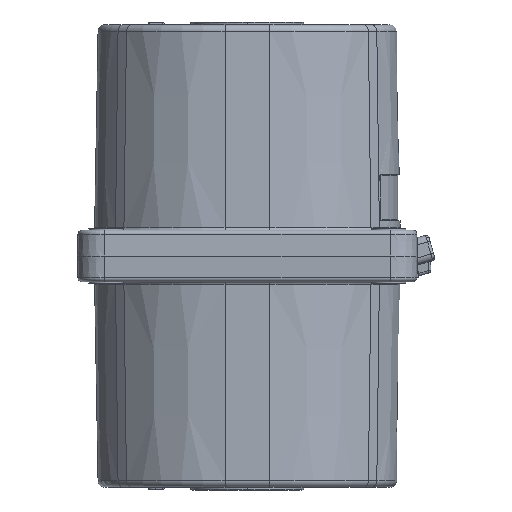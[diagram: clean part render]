
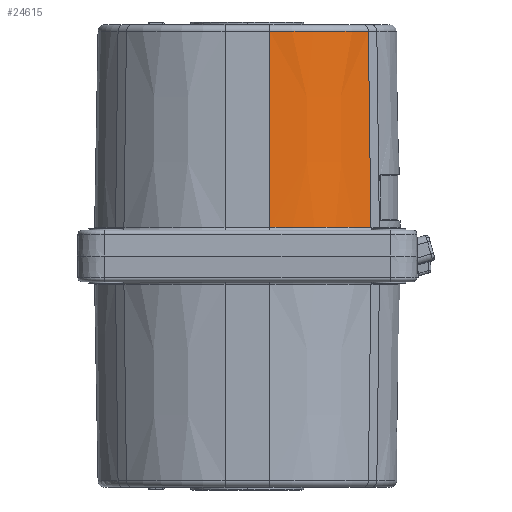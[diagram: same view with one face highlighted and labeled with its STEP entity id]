
A CAD part, front view. The second image highlights one B-rep face of the part: STEP entity #24615.
In plain terms, the highlighted conical face has half-angle 1 degrees and reference radius 100 mm.
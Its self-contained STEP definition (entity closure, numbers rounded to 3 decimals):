
#1334 = EDGE_CURVE ( 'NONE', #23962, #23947, #13103, .T. ) ;
#1432 = EDGE_CURVE ( 'NONE', #23946, #23970, #13448, .T. ) ;
#1462 = EDGE_CURVE ( 'NONE', #23970, #23962, #13391, .T. ) ;
#1522 = EDGE_CURVE ( 'NONE', #23946, #23947, #13467, .T. ) ;
#6403 = FACE_OUTER_BOUND ( 'NONE', #8527, .T. ) ;
#6405 = CONICAL_SURFACE ( 'NONE', #15730, 100., 0.017 ) ;
#8527 = EDGE_LOOP ( 'NONE', ( #20113, #20163, #20160, #20142 ) ) ;
#9698 = CARTESIAN_POINT ( 'NONE',  ( 16.464, 20., 20.965 ) ) ;
#9706 = DIRECTION ( 'NONE',  ( 0., 0., 1. ) ) ;
#9710 = DIRECTION ( 'NONE',  ( 1., 0., 0. ) ) ;
#9822 = CARTESIAN_POINT ( 'NONE',  ( 16.464, 20., 165.087 ) ) ;
#9824 = DIRECTION ( 'NONE',  ( 1., 0., 0. ) ) ;
#9834 = DIRECTION ( 'NONE',  ( 0., 0., -1. ) ) ;
#9897 = CARTESIAN_POINT ( 'NONE',  ( 16.464, -80., 19. ) ) ;
#9915 = DIRECTION ( 'NONE',  ( 0., -0.017, -1. ) ) ;
#10008 = CARTESIAN_POINT ( 'NONE',  ( 90.793, -46.896, 19. ) ) ;
#10025 = DIRECTION ( 'NONE',  ( 0.013, -0.012, -1. ) ) ;
#13103 = CIRCLE ( 'NONE', #17777, 99.966 ) ;
#13391 = LINE ( 'NONE', #9897, #13396 ) ;
#13396 = VECTOR ( 'NONE', #9915, 1000. ) ;
#13448 = CIRCLE ( 'NONE', #17851, 97.45 ) ;
#13467 = LINE ( 'NONE', #10008, #13511 ) ;
#13511 = VECTOR ( 'NONE', #10025, 1000. ) ;
#15730 = AXIS2_PLACEMENT_3D ( 'NONE', #16637, #16594, #16603 ) ;
#16594 = DIRECTION ( 'NONE',  ( 0., 0., -1. ) ) ;
#16603 = DIRECTION ( 'NONE',  ( 1., 0., 0. ) ) ;
#16637 = CARTESIAN_POINT ( 'NONE',  ( 16.464, 20., 19. ) ) ;
#16896 = CARTESIAN_POINT ( 'NONE',  ( 16.464, -77.45, 165.087 ) ) ;
#16920 = CARTESIAN_POINT ( 'NONE',  ( 90.768, -46.874, 20.965 ) ) ;
#16925 = CARTESIAN_POINT ( 'NONE',  ( 16.464, -79.966, 20.965 ) ) ;
#16926 = CARTESIAN_POINT ( 'NONE',  ( 88.898, -45.191, 165.087 ) ) ;
#17777 = AXIS2_PLACEMENT_3D ( 'NONE', #9698, #9706, #9710 ) ;
#17851 = AXIS2_PLACEMENT_3D ( 'NONE', #9822, #9834, #9824 ) ;
#20113 = ORIENTED_EDGE ( 'NONE', *, *, #1462, .T. ) ;
#20142 = ORIENTED_EDGE ( 'NONE', *, *, #1432, .T. ) ;
#20160 = ORIENTED_EDGE ( 'NONE', *, *, #1522, .F. ) ;
#20163 = ORIENTED_EDGE ( 'NONE', *, *, #1334, .T. ) ;
#23946 = VERTEX_POINT ( 'NONE', #16926 ) ;
#23947 = VERTEX_POINT ( 'NONE', #16920 ) ;
#23962 = VERTEX_POINT ( 'NONE', #16925 ) ;
#23970 = VERTEX_POINT ( 'NONE', #16896 ) ;
#24615 = ADVANCED_FACE ( 'NONE', ( #6403 ), #6405, .T. ) ;
